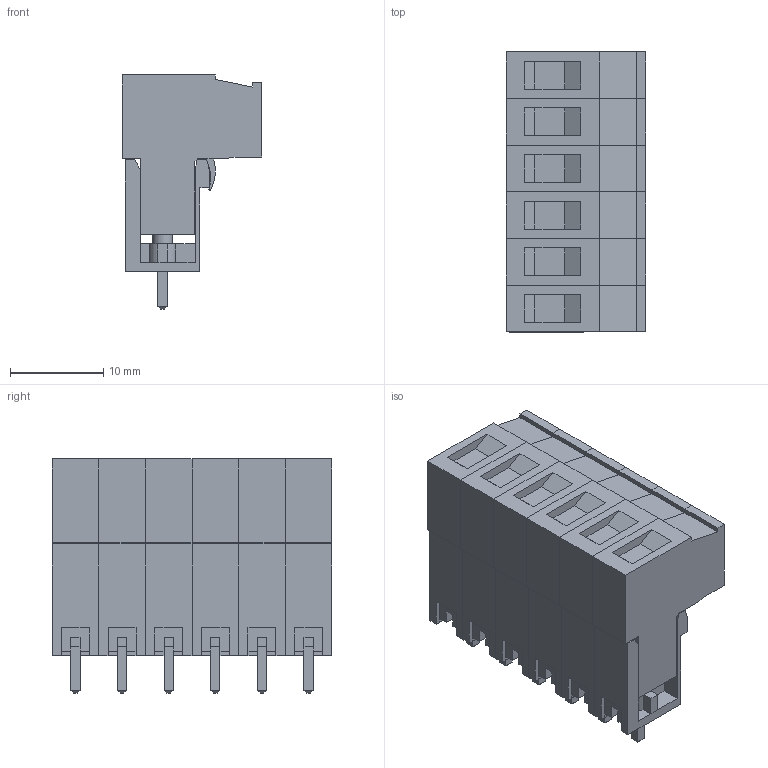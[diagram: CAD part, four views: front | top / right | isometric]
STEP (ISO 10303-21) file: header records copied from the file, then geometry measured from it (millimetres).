
FILE_DESCRIPTION(('FreeCAD Model'),'2;1');
FILE_NAME('AK_H_6.stp', '2017-10-01T11:59:40',('Author'),(''), 'Open CASCADE STEP processor 6.8','FreeCAD','Unknown');
FILE_SCHEMA(('AUTOMOTIVE_DESIGN_CC2 { 1 2 10303 214 -1 1 5 4 }'));
Length unit declared in the file: millimetre
Products named in the file (5): ASSEMBLY; Array; Array001; Array002; Array003
Assembly tree (4 placements, depth 2):
  ASSEMBLY
    Array
    Array001
    Array002
    Array003
Bounding box: 15 x 30 x 25.1 mm (x, y, z)
Volume: 6233.9 mm3; surface area: 7363.2 mm2
Topology: 23 solids, 23 shells, 666 faces, 1656 edges, 1048 vertices
Faces by surface type: plane 615, cylinder 46, bspline 5
Full cylindrical faces by diameter (mm): 2.13 x6, 4 x6
Entity records: 44181 total; most frequent: CARTESIAN_POINT 10531, DIRECTION 6082, LINE 4470, VECTOR 4470, ORIENTED_EDGE 3360, PCURVE 3312, DEFINITIONAL_REPRESENTATION 3312, EDGE_CURVE 1656
